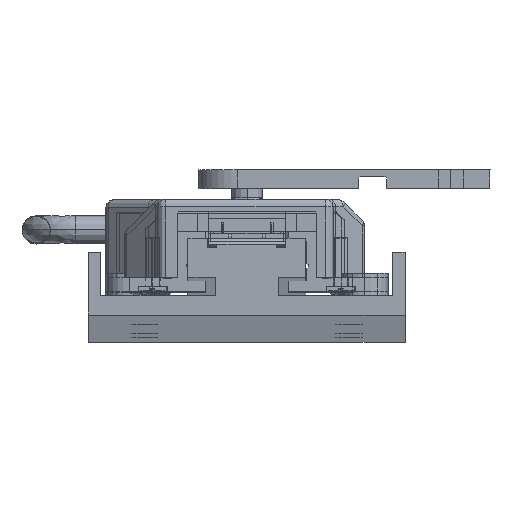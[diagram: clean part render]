
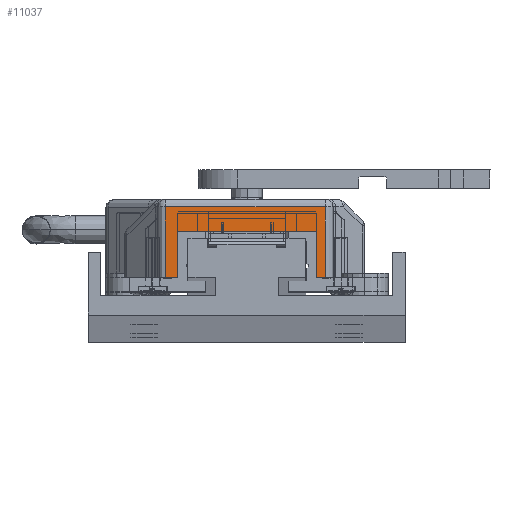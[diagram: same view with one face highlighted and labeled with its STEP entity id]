
A CAD part, top view. The second image highlights one B-rep face of the part: STEP entity #11037.
In plain terms, the highlighted planar face has unit normal (0, 0, 1).
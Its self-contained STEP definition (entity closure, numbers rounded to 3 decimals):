
#1848 = VECTOR ( 'NONE', #22769, 1000. ) ;
#1900 = DIRECTION ( 'NONE',  ( -1., 0., 0. ) ) ;
#2030 = CARTESIAN_POINT ( 'NONE',  ( 34.163, 0., 39.37 ) ) ;
#2365 = EDGE_CURVE ( 'NONE', #16533, #12249, #7585, .T. ) ;
#2538 = CARTESIAN_POINT ( 'NONE',  ( 11.557, 0., 39.37 ) ) ;
#3421 = CARTESIAN_POINT ( 'NONE',  ( 35.56, 11.43, 39.37 ) ) ;
#3437 = LINE ( 'NONE', #4933, #12808 ) ;
#4050 = ORIENTED_EDGE ( 'NONE', *, *, #2365, .T. ) ;
#4426 = CARTESIAN_POINT ( 'NONE',  ( 9.652, 0., 39.37 ) ) ;
#4513 = EDGE_LOOP ( 'NONE', ( #16555, #14189, #13703, #8290, #22493, #19856, #11895, #4050 ) ) ;
#4933 = CARTESIAN_POINT ( 'NONE',  ( 34.163, 10.668, 39.37 ) ) ;
#4996 = DIRECTION ( 'NONE',  ( 1., 0., 0. ) ) ;
#5425 = LINE ( 'NONE', #18979, #14190 ) ;
#5692 = DIRECTION ( 'NONE',  ( 0., 0., -1. ) ) ;
#6274 = VERTEX_POINT ( 'NONE', #7582 ) ;
#6541 = LINE ( 'NONE', #19235, #1848 ) ;
#6796 = CARTESIAN_POINT ( 'NONE',  ( 11.557, 0., 39.37 ) ) ;
#7180 = VECTOR ( 'NONE', #8815, 1000. ) ;
#7294 = LINE ( 'NONE', #8922, #11427 ) ;
#7397 = VERTEX_POINT ( 'NONE', #20052 ) ;
#7582 = CARTESIAN_POINT ( 'NONE',  ( 34.163, 7.493, 39.37 ) ) ;
#7585 = LINE ( 'NONE', #2030, #21612 ) ;
#7938 = CARTESIAN_POINT ( 'NONE',  ( 35.56, 0., 39.37 ) ) ;
#8202 = VERTEX_POINT ( 'NONE', #3421 ) ;
#8246 = CARTESIAN_POINT ( 'NONE',  ( 0., 11.43, 39.37 ) ) ;
#8290 = ORIENTED_EDGE ( 'NONE', *, *, #12385, .T. ) ;
#8815 = DIRECTION ( 'NONE',  ( 0., 1., 0. ) ) ;
#8922 = CARTESIAN_POINT ( 'NONE',  ( 11.557, 7.493, 39.37 ) ) ;
#9146 = PLANE ( 'NONE',  #21105 ) ;
#10003 = DIRECTION ( 'NONE',  ( -1., 0., 0. ) ) ;
#11037 = ADVANCED_FACE ( 'NONE', ( #16264 ), #9146, .F. ) ;
#11203 = VECTOR ( 'NONE', #10003, 1000. ) ;
#11222 = VECTOR ( 'NONE', #22621, 1000. ) ;
#11427 = VECTOR ( 'NONE', #1900, 1000. ) ;
#11863 = EDGE_CURVE ( 'NONE', #12962, #7397, #17559, .T. ) ;
#11895 = ORIENTED_EDGE ( 'NONE', *, *, #18811, .T. ) ;
#11899 = EDGE_CURVE ( 'NONE', #22212, #18140, #6541, .T. ) ;
#12249 = VERTEX_POINT ( 'NONE', #7938 ) ;
#12336 = EDGE_CURVE ( 'NONE', #8202, #22212, #20540, .T. ) ;
#12385 = EDGE_CURVE ( 'NONE', #18140, #12962, #5425, .T. ) ;
#12808 = VECTOR ( 'NONE', #17250, 1000. ) ;
#12962 = VERTEX_POINT ( 'NONE', #2538 ) ;
#13338 = EDGE_CURVE ( 'NONE', #6274, #7397, #7294, .T. ) ;
#13703 = ORIENTED_EDGE ( 'NONE', *, *, #11899, .T. ) ;
#14189 = ORIENTED_EDGE ( 'NONE', *, *, #12336, .T. ) ;
#14190 = VECTOR ( 'NONE', #4996, 1000. ) ;
#14319 = DIRECTION ( 'NONE',  ( 1., 0., 0. ) ) ;
#15210 = CARTESIAN_POINT ( 'NONE',  ( 34.163, 0., 39.37 ) ) ;
#15700 = EDGE_CURVE ( 'NONE', #12249, #8202, #21197, .T. ) ;
#16212 = CARTESIAN_POINT ( 'NONE',  ( 0., 12.7, 39.37 ) ) ;
#16264 = FACE_OUTER_BOUND ( 'NONE', #4513, .T. ) ;
#16533 = VERTEX_POINT ( 'NONE', #15210 ) ;
#16555 = ORIENTED_EDGE ( 'NONE', *, *, #15700, .T. ) ;
#16938 = CARTESIAN_POINT ( 'NONE',  ( 9.652, 11.43, 39.37 ) ) ;
#17250 = DIRECTION ( 'NONE',  ( 0., -1., 0. ) ) ;
#17559 = LINE ( 'NONE', #6796, #11222 ) ;
#17590 = CARTESIAN_POINT ( 'NONE',  ( 35.56, 12.7, 39.37 ) ) ;
#18006 = DIRECTION ( 'NONE',  ( -1., 0., 0. ) ) ;
#18140 = VERTEX_POINT ( 'NONE', #4426 ) ;
#18811 = EDGE_CURVE ( 'NONE', #6274, #16533, #3437, .T. ) ;
#18979 = CARTESIAN_POINT ( 'NONE',  ( 0., 0., 39.37 ) ) ;
#19235 = CARTESIAN_POINT ( 'NONE',  ( 9.652, 12.7, 39.37 ) ) ;
#19856 = ORIENTED_EDGE ( 'NONE', *, *, #13338, .F. ) ;
#20052 = CARTESIAN_POINT ( 'NONE',  ( 11.557, 7.493, 39.37 ) ) ;
#20540 = LINE ( 'NONE', #8246, #11203 ) ;
#21105 = AXIS2_PLACEMENT_3D ( 'NONE', #16212, #5692, #18006 ) ;
#21197 = LINE ( 'NONE', #17590, #7180 ) ;
#21612 = VECTOR ( 'NONE', #14319, 1000. ) ;
#22212 = VERTEX_POINT ( 'NONE', #16938 ) ;
#22493 = ORIENTED_EDGE ( 'NONE', *, *, #11863, .T. ) ;
#22621 = DIRECTION ( 'NONE',  ( 0., 1., 0. ) ) ;
#22769 = DIRECTION ( 'NONE',  ( 0., -1., 0. ) ) ;
